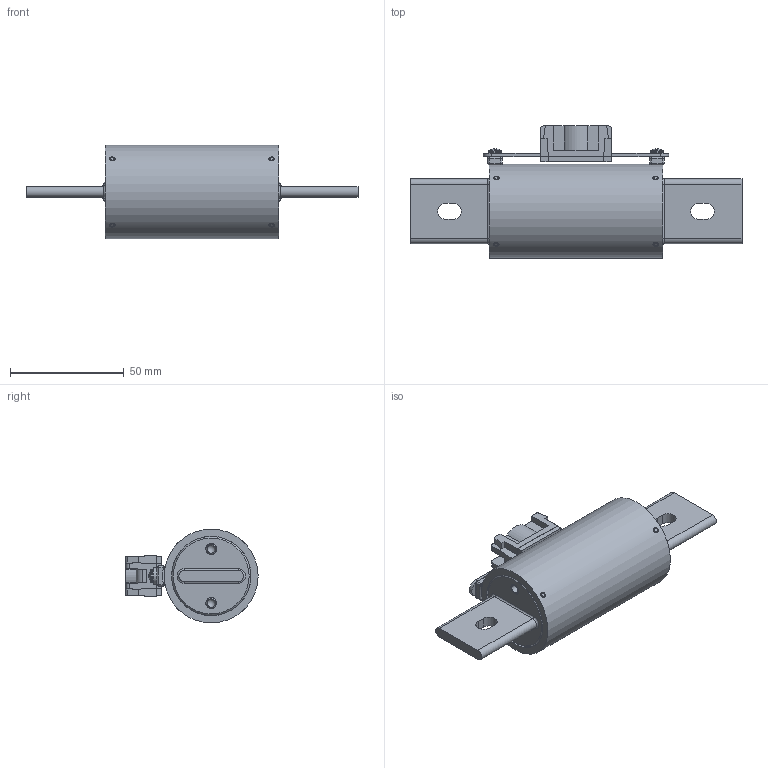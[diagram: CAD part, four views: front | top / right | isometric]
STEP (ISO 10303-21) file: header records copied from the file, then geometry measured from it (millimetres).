
FILE_DESCRIPTION (( 'STEP AP214' ), '1' );
FILE_NAME ('700400revB.STEP', '2017-09-11T19:27:16', ( '' ), ( '' ), 'SwSTEP 2.0', 'SolidWorks 2016', '' );
FILE_SCHEMA (( 'AUTOMOTIVE_DESIGN' ));
Length unit declared in the file: inch
Products named in the file (1): 700400revB
Bounding box: 146.05 x 58.2 x 41.27 mm (x, y, z)
Volume: 55717.5 mm3; surface area: 38483.9 mm2
Topology: 26 solids, 26 shells, 1412 faces, 3854 edges, 2515 vertices
Faces by surface type: plane 548, cylinder 499, sphere 170, bspline 111, cone 65, torus 19
Full cylindrical faces by diameter (mm): 1.27 x1, 2.057 x1, 2.383 x8, 2.405 x16, 2.858 x4, 3.175 x2, 3.708 x4, 4.318 x2, 4.775 x4, 4.877 x4, 5.563 x2, 9.271 x1, 34.849 x2, 34.925 x1, 41.275 x1
Entity records: 77552 total; most frequent: CARTESIAN_POINT 26743, ORIENTED_EDGE 7332, DIRECTION 5741, EDGE_CURVE 3666, VERTEX_POINT 2458, AXIS2_PLACEMENT_3D 2153, EDGE_LOOP 1608, FACE_OUTER_BOUND 1474
